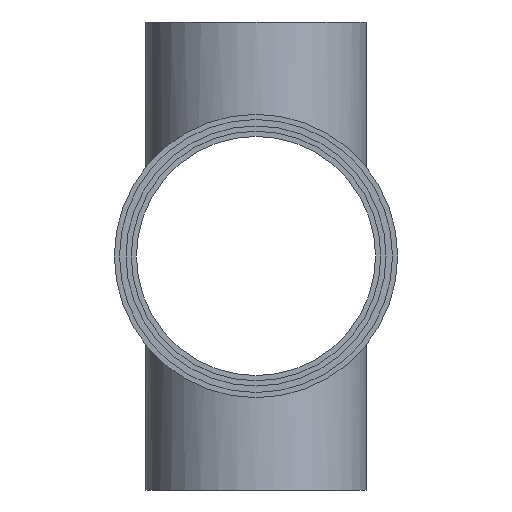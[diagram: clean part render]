
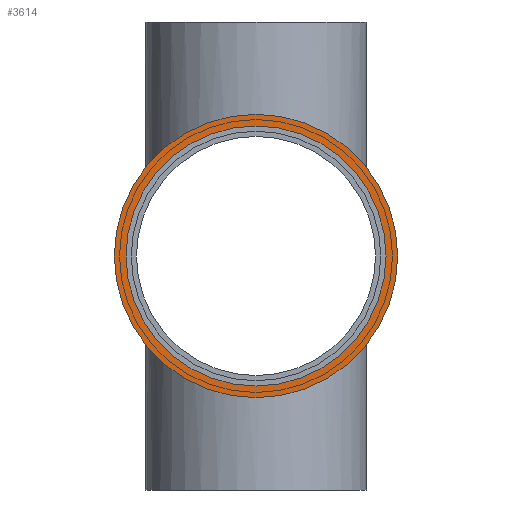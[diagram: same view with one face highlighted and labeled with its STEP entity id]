
A CAD part, front view. The second image highlights one B-rep face of the part: STEP entity #3614.
In plain terms, the highlighted planar face has unit normal (0, -1, 0).
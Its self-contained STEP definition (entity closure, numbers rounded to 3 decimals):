
#14 = VERTEX_POINT ( 'NONE', #3799 ) ;
#1281 = CARTESIAN_POINT ( 'NONE',  ( 0., 50., -54.5 ) ) ;
#1282 = DIRECTION ( 'NONE',  ( 0., 0., -1. ) ) ;
#1283 = DIRECTION ( 'NONE',  ( 0., -1., 0. ) ) ;
#1284 = CARTESIAN_POINT ( 'NONE',  ( 0., 50., 0. ) ) ;
#1285 = AXIS2_PLACEMENT_3D ( 'NONE', #1284, #1283, #1282 ) ;
#1286 = CIRCLE ( 'NONE', #1285, 54.5 ) ;
#1324 = CARTESIAN_POINT ( 'NONE',  ( 0., 50., 50. ) ) ;
#1325 = CARTESIAN_POINT ( 'NONE',  ( 0., 50., -50. ) ) ;
#1326 = DIRECTION ( 'NONE',  ( 0., 0., -1. ) ) ;
#1327 = DIRECTION ( 'NONE',  ( 0., -1., 0. ) ) ;
#1328 = CARTESIAN_POINT ( 'NONE',  ( 0., 50., 0. ) ) ;
#1329 = AXIS2_PLACEMENT_3D ( 'NONE', #1328, #1327, #1326 ) ;
#1330 = CIRCLE ( 'NONE', #1329, 50. ) ;
#2288 = DIRECTION ( 'NONE',  ( 0., 0., -1. ) ) ;
#2289 = DIRECTION ( 'NONE',  ( 0., -1., 0. ) ) ;
#2290 = AXIS2_PLACEMENT_3D ( 'NONE', #2292, #2289, #2288 ) ;
#2292 = CARTESIAN_POINT ( 'NONE',  ( 0., 50., 50. ) ) ;
#2293 = PLANE ( 'NONE',  #2290 ) ;
#2294 = FACE_BOUND ( 'NONE', #3665, .T. ) ;
#2295 = FACE_OUTER_BOUND ( 'NONE', #3615, .T. ) ;
#2296 = DIRECTION ( 'NONE',  ( 0., 0., -1. ) ) ;
#2297 = DIRECTION ( 'NONE',  ( 0., -1., 0. ) ) ;
#2298 = CARTESIAN_POINT ( 'NONE',  ( 0., 50., 0. ) ) ;
#2299 = AXIS2_PLACEMENT_3D ( 'NONE', #2298, #2297, #2296 ) ;
#2300 = CIRCLE ( 'NONE', #2299, 50. ) ;
#2349 = DIRECTION ( 'NONE',  ( 0., 0., -1. ) ) ;
#2350 = DIRECTION ( 'NONE',  ( 0., -1., 0. ) ) ;
#2351 = CARTESIAN_POINT ( 'NONE',  ( 0., 50., 0. ) ) ;
#2352 = AXIS2_PLACEMENT_3D ( 'NONE', #2351, #2350, #2349 ) ;
#2353 = CIRCLE ( 'NONE', #2352, 54.5 ) ;
#3226 = EDGE_CURVE ( 'NONE', #3227, #14, #1286, .T. ) ;
#3227 = VERTEX_POINT ( 'NONE', #1281 ) ;
#3233 = EDGE_CURVE ( 'NONE', #3234, #3235, #1330, .T. ) ;
#3234 = VERTEX_POINT ( 'NONE', #1325 ) ;
#3235 = VERTEX_POINT ( 'NONE', #1324 ) ;
#3611 = EDGE_CURVE ( 'NONE', #3235, #3234, #2300, .T. ) ;
#3614 = ADVANCED_FACE ( 'NONE', ( #2295, #2294 ), #2293, .T. ) ;
#3615 = EDGE_LOOP ( 'NONE', ( #3616, #3663 ) ) ;
#3616 = ORIENTED_EDGE ( 'NONE', *, *, #3226, .T. ) ;
#3663 = ORIENTED_EDGE ( 'NONE', *, *, #3664, .T. ) ;
#3664 = EDGE_CURVE ( 'NONE', #14, #3227, #2353, .T. ) ;
#3665 = EDGE_LOOP ( 'NONE', ( #3666, #3667 ) ) ;
#3666 = ORIENTED_EDGE ( 'NONE', *, *, #3233, .F. ) ;
#3667 = ORIENTED_EDGE ( 'NONE', *, *, #3611, .F. ) ;
#3799 = CARTESIAN_POINT ( 'NONE',  ( 0., 50., 54.5 ) ) ;
